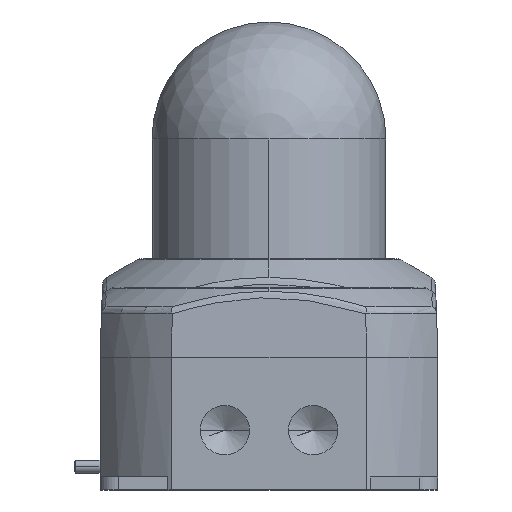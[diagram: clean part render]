
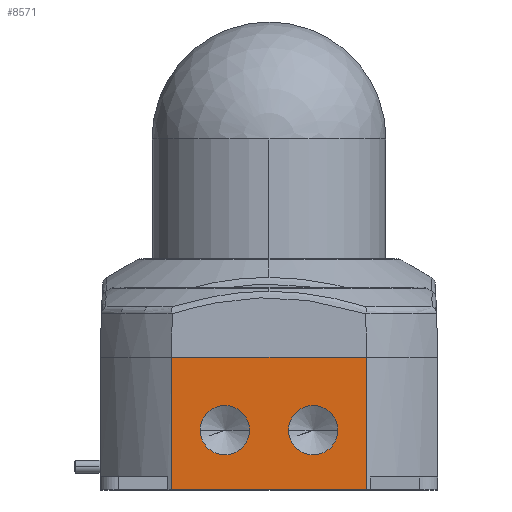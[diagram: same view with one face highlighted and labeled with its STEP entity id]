
A CAD part, front view. The second image highlights one B-rep face of the part: STEP entity #8571.
In plain terms, the highlighted planar face has unit normal (0, -1, 0).
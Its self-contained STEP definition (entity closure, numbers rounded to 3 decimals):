
#54 = DIRECTION ( 'NONE',  ( 0., -1., 0. ) ) ;
#164 = EDGE_LOOP ( 'NONE', ( #6883, #7251 ) ) ;
#185 = VERTEX_POINT ( 'NONE', #8100 ) ;
#278 = DIRECTION ( 'NONE',  ( 0., -1., 0. ) ) ;
#288 = PLANE ( 'NONE',  #3470 ) ;
#396 = DIRECTION ( 'NONE',  ( 0., -1., 0. ) ) ;
#732 = LINE ( 'NONE', #3845, #5175 ) ;
#832 = ORIENTED_EDGE ( 'NONE', *, *, #4150, .F. ) ;
#980 = ORIENTED_EDGE ( 'NONE', *, *, #1425, .F. ) ;
#995 = VERTEX_POINT ( 'NONE', #8712 ) ;
#1060 = FACE_OUTER_BOUND ( 'NONE', #8138, .T. ) ;
#1096 = EDGE_CURVE ( 'NONE', #4374, #4507, #3856, .T. ) ;
#1200 = CARTESIAN_POINT ( 'NONE',  ( 17., -591.8, -28. ) ) ;
#1421 = DIRECTION ( 'NONE',  ( -1., 0., 0. ) ) ;
#1425 = EDGE_CURVE ( 'NONE', #9266, #4823, #732, .T. ) ;
#1521 = ORIENTED_EDGE ( 'NONE', *, *, #7562, .F. ) ;
#2132 = CARTESIAN_POINT ( 'NONE',  ( 37.417, -591.8, -51. ) ) ;
#2556 = CARTESIAN_POINT ( 'NONE',  ( -7.513, -591.8, -28. ) ) ;
#2575 = CARTESIAN_POINT ( 'NONE',  ( 17., -591.8, -28. ) ) ;
#2579 = DIRECTION ( 'NONE',  ( 1., 0., 0. ) ) ;
#3088 = ORIENTED_EDGE ( 'NONE', *, *, #8327, .F. ) ;
#3168 = DIRECTION ( 'NONE',  ( 1., 0., 0. ) ) ;
#3269 = CIRCLE ( 'NONE', #8975, 9.487 ) ;
#3383 = DIRECTION ( 'NONE',  ( 1., 0., 0. ) ) ;
#3394 = CARTESIAN_POINT ( 'NONE',  ( 37.417, -591.8, -51. ) ) ;
#3420 = AXIS2_PLACEMENT_3D ( 'NONE', #2575, #278, #3383 ) ;
#3470 = AXIS2_PLACEMENT_3D ( 'NONE', #3394, #6483, #9635 ) ;
#3508 = DIRECTION ( 'NONE',  ( 1., 0., 0. ) ) ;
#3581 = ORIENTED_EDGE ( 'NONE', *, *, #9354, .T. ) ;
#3626 = VECTOR ( 'NONE', #1421, 1000. ) ;
#3845 = CARTESIAN_POINT ( 'NONE',  ( -37.417, -591.8, -51. ) ) ;
#3849 = CARTESIAN_POINT ( 'NONE',  ( -37.417, -591.8, 0. ) ) ;
#3856 = CIRCLE ( 'NONE', #7767, 9.487 ) ;
#4150 = EDGE_CURVE ( 'NONE', #4823, #9342, #6430, .T. ) ;
#4154 = FACE_BOUND ( 'NONE', #164, .T. ) ;
#4194 = EDGE_LOOP ( 'NONE', ( #9444, #1521 ) ) ;
#4290 = DIRECTION ( 'NONE',  ( 0., -1., 0. ) ) ;
#4374 = VERTEX_POINT ( 'NONE', #2556 ) ;
#4507 = VERTEX_POINT ( 'NONE', #5988 ) ;
#4753 = AXIS2_PLACEMENT_3D ( 'NONE', #1200, #4290, #7395 ) ;
#4823 = VERTEX_POINT ( 'NONE', #3849 ) ;
#4850 = VECTOR ( 'NONE', #2579, 1000. ) ;
#4892 = EDGE_CURVE ( 'NONE', #995, #185, #7819, .T. ) ;
#5175 = VECTOR ( 'NONE', #6934, 1000. ) ;
#5224 = DIRECTION ( 'NONE',  ( 0., 0., 1. ) ) ;
#5271 = LINE ( 'NONE', #8401, #3626 ) ;
#5531 = EDGE_CURVE ( 'NONE', #4507, #4374, #3269, .T. ) ;
#5986 = CARTESIAN_POINT ( 'NONE',  ( 37.417, -591.8, 0. ) ) ;
#5988 = CARTESIAN_POINT ( 'NONE',  ( -26.487, -591.8, -28. ) ) ;
#6430 = LINE ( 'NONE', #9581, #4850 ) ;
#6483 = DIRECTION ( 'NONE',  ( 0., 1., 0. ) ) ;
#6883 = ORIENTED_EDGE ( 'NONE', *, *, #1096, .F. ) ;
#6934 = DIRECTION ( 'NONE',  ( 0., 0., 1. ) ) ;
#7017 = CARTESIAN_POINT ( 'NONE',  ( -17., -591.8, -28. ) ) ;
#7034 = CARTESIAN_POINT ( 'NONE',  ( 37.417, -591.8, -51. ) ) ;
#7251 = ORIENTED_EDGE ( 'NONE', *, *, #5531, .F. ) ;
#7258 = FACE_BOUND ( 'NONE', #4194, .T. ) ;
#7364 = CARTESIAN_POINT ( 'NONE',  ( -17., -591.8, -28. ) ) ;
#7395 = DIRECTION ( 'NONE',  ( 1., 0., 0. ) ) ;
#7562 = EDGE_CURVE ( 'NONE', #185, #995, #9164, .T. ) ;
#7767 = AXIS2_PLACEMENT_3D ( 'NONE', #7017, #54, #3168 ) ;
#7819 = CIRCLE ( 'NONE', #3420, 9.487 ) ;
#8100 = CARTESIAN_POINT ( 'NONE',  ( 7.513, -591.8, -28. ) ) ;
#8138 = EDGE_LOOP ( 'NONE', ( #980, #3088, #3581, #832 ) ) ;
#8178 = VECTOR ( 'NONE', #5224, 1000. ) ;
#8209 = CARTESIAN_POINT ( 'NONE',  ( -37.417, -591.8, -51. ) ) ;
#8327 = EDGE_CURVE ( 'NONE', #10101, #9266, #5271, .T. ) ;
#8401 = CARTESIAN_POINT ( 'NONE',  ( 37.417, -591.8, -51. ) ) ;
#8571 = ADVANCED_FACE ( 'NONE', ( #1060, #4154, #7258 ), #288, .F. ) ;
#8712 = CARTESIAN_POINT ( 'NONE',  ( 26.487, -591.8, -28. ) ) ;
#8975 = AXIS2_PLACEMENT_3D ( 'NONE', #7364, #396, #3508 ) ;
#9130 = LINE ( 'NONE', #2132, #8178 ) ;
#9164 = CIRCLE ( 'NONE', #4753, 9.487 ) ;
#9266 = VERTEX_POINT ( 'NONE', #8209 ) ;
#9342 = VERTEX_POINT ( 'NONE', #5986 ) ;
#9354 = EDGE_CURVE ( 'NONE', #10101, #9342, #9130, .T. ) ;
#9444 = ORIENTED_EDGE ( 'NONE', *, *, #4892, .F. ) ;
#9581 = CARTESIAN_POINT ( 'NONE',  ( 37.417, -591.8, 0. ) ) ;
#9635 = DIRECTION ( 'NONE',  ( -1., 0., 0. ) ) ;
#10101 = VERTEX_POINT ( 'NONE', #7034 ) ;
